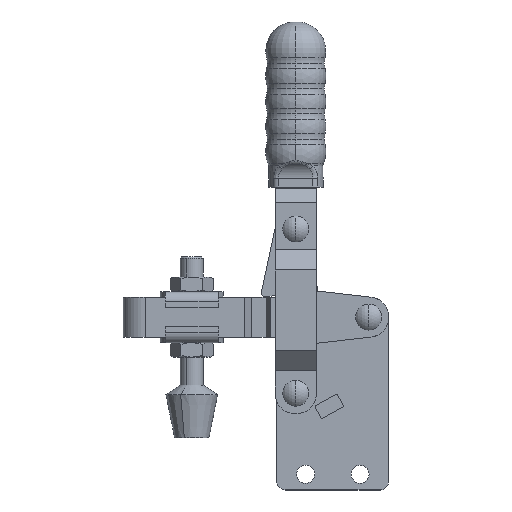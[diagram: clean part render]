
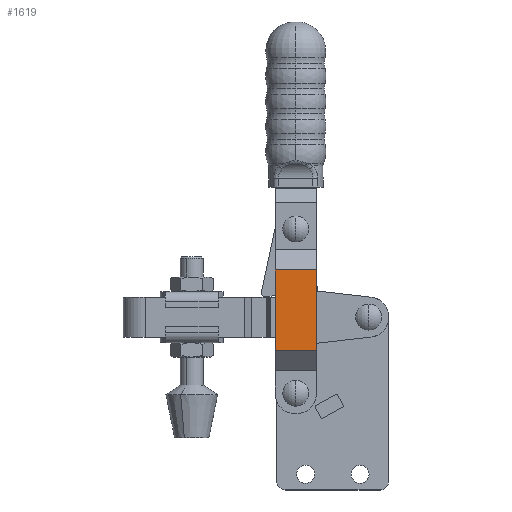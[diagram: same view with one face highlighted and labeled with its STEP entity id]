
A CAD part, top view. The second image highlights one B-rep face of the part: STEP entity #1619.
In plain terms, the highlighted planar face has unit normal (0, 0, 1).
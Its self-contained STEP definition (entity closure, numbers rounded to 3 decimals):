
#344 = EDGE_CURVE ( 'NONE', #8620, #1135, #3788, .T. ) ;
#594 = CARTESIAN_POINT ( 'NONE',  ( -39.6, 60.6, 12.45 ) ) ;
#722 = DIRECTION ( 'NONE',  ( 0., 1., 0. ) ) ;
#726 = DIRECTION ( 'NONE',  ( 0., 0., -1. ) ) ;
#743 = CARTESIAN_POINT ( 'NONE',  ( -25.2, 60.6, 12.45 ) ) ;
#887 = PLANE ( 'NONE',  #9417 ) ;
#1135 = VERTEX_POINT ( 'NONE', #3742 ) ;
#1210 = VECTOR ( 'NONE', #8978, 1000. ) ;
#1539 = DIRECTION ( 'NONE',  ( 0., -1., 0. ) ) ;
#1619 = ADVANCED_FACE ( 'NONE', ( #6320 ), #887, .F. ) ;
#1826 = DIRECTION ( 'NONE',  ( 0., -1., 0. ) ) ;
#1837 = CARTESIAN_POINT ( 'NONE',  ( -25.2, 60.6, 12.45 ) ) ;
#2443 = ORIENTED_EDGE ( 'NONE', *, *, #5444, .F. ) ;
#2858 = EDGE_LOOP ( 'NONE', ( #11216, #6524, #2443, #5902 ) ) ;
#3742 = CARTESIAN_POINT ( 'NONE',  ( -39.6, 32.6, 12.45 ) ) ;
#3788 = LINE ( 'NONE', #9053, #1210 ) ;
#3986 = EDGE_CURVE ( 'NONE', #6385, #4983, #11875, .T. ) ;
#4983 = VERTEX_POINT ( 'NONE', #6228 ) ;
#5444 = EDGE_CURVE ( 'NONE', #6385, #8620, #10470, .T. ) ;
#5560 = LINE ( 'NONE', #594, #10864 ) ;
#5757 = CARTESIAN_POINT ( 'NONE',  ( -25.2, 60.6, 12.45 ) ) ;
#5807 = CARTESIAN_POINT ( 'NONE',  ( -25.2, 60.6, 12.45 ) ) ;
#5816 = DIRECTION ( 'NONE',  ( -1., 0., 0. ) ) ;
#5902 = ORIENTED_EDGE ( 'NONE', *, *, #3986, .T. ) ;
#6228 = CARTESIAN_POINT ( 'NONE',  ( -39.6, 60.6, 12.45 ) ) ;
#6320 = FACE_OUTER_BOUND ( 'NONE', #2858, .T. ) ;
#6385 = VERTEX_POINT ( 'NONE', #5807 ) ;
#6524 = ORIENTED_EDGE ( 'NONE', *, *, #344, .F. ) ;
#6596 = VECTOR ( 'NONE', #5816, 1000. ) ;
#6979 = CARTESIAN_POINT ( 'NONE',  ( -25.2, 32.6, 12.45 ) ) ;
#7822 = VECTOR ( 'NONE', #1826, 1000. ) ;
#8620 = VERTEX_POINT ( 'NONE', #6979 ) ;
#8978 = DIRECTION ( 'NONE',  ( -1., 0., 0. ) ) ;
#9053 = CARTESIAN_POINT ( 'NONE',  ( -25.2, 32.6, 12.45 ) ) ;
#9417 = AXIS2_PLACEMENT_3D ( 'NONE', #743, #726, #722 ) ;
#10470 = LINE ( 'NONE', #1837, #7822 ) ;
#10864 = VECTOR ( 'NONE', #1539, 1000. ) ;
#11216 = ORIENTED_EDGE ( 'NONE', *, *, #11401, .T. ) ;
#11401 = EDGE_CURVE ( 'NONE', #4983, #1135, #5560, .T. ) ;
#11875 = LINE ( 'NONE', #5757, #6596 ) ;
